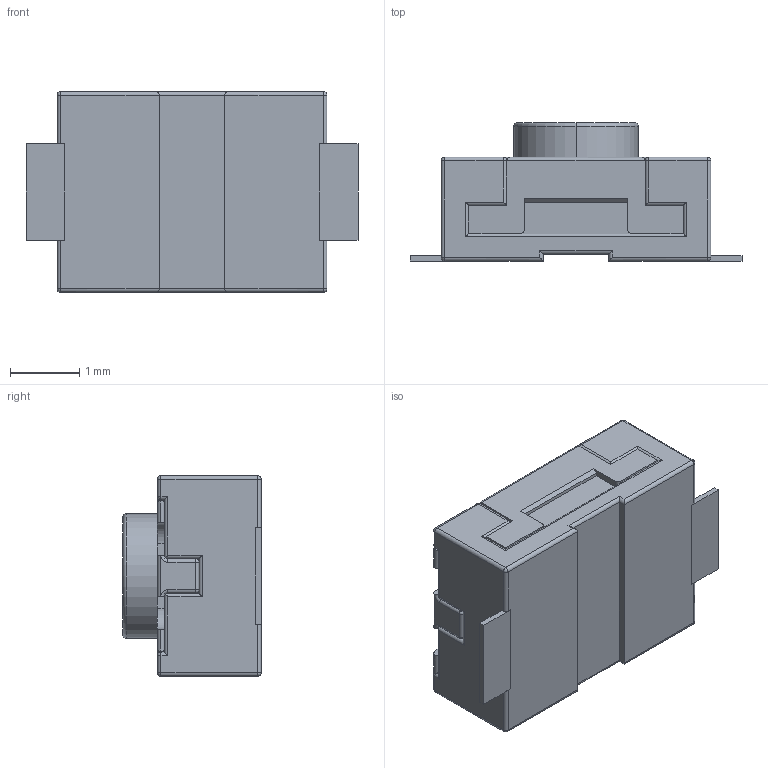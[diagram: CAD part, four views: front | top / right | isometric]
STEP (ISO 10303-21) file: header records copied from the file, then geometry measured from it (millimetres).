
FILE_DESCRIPTION (( 'STEP AP214' ), '1' );
FILE_NAME ('SKRKAEE020.STEP', '2021-07-17T07:32:05', ( '' ), ( '' ), 'SwSTEP 2.0', 'SolidWorks 2018', '' );
FILE_SCHEMA (( 'AUTOMOTIVE_DESIGN' ));
Length unit declared in the file: millimetre
Products named in the file (1): SKRKAEE020
Bounding box: 4.8 x 2 x 2.9 mm (x, y, z)
Volume: 17.8 mm3; surface area: 79.2 mm2
Topology: 5 solids, 5 shells, 263 faces, 643 edges, 372 vertices
Faces by surface type: cylinder 123, plane 112, sphere 18, torus 10
Entity records: 10415 total; most frequent: CARTESIAN_POINT 1567, ORIENTED_EDGE 1250, DIRECTION 1213, EDGE_CURVE 625, LINE 425, VECTOR 425, AXIS2_PLACEMENT_3D 394, VERTEX_POINT 372
